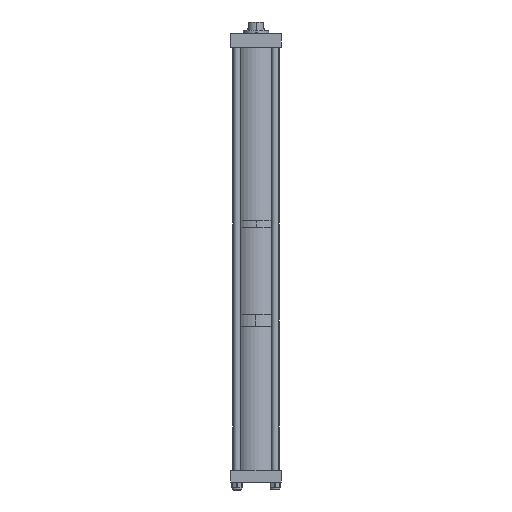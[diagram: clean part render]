
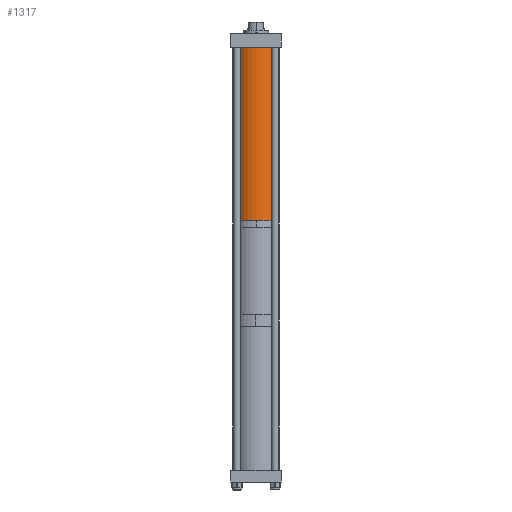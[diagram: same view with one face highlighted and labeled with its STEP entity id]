
A CAD part, left-side view. The second image highlights one B-rep face of the part: STEP entity #1317.
In plain terms, the highlighted cylindrical face has radius 88.9 mm (diameter 177.8 mm), a partial arc.
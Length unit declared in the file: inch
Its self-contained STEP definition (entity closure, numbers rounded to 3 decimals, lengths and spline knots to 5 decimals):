
#326 = DIRECTION ( 'NONE',  ( -1., 0., 0. ) ) ;
#536 = EDGE_CURVE ( 'NONE', #6494, #3209, #2247, .T. ) ;
#733 = VECTOR ( 'NONE', #4329, 39.37008 ) ;
#759 = CARTESIAN_POINT ( 'NONE',  ( 3.5, 0., 0. ) ) ;
#1181 = AXIS2_PLACEMENT_3D ( 'NONE', #8205, #9071, #326 ) ;
#1317 = ADVANCED_FACE ( 'NONE', ( #5596 ), #5112, .T. ) ;
#1465 = EDGE_CURVE ( 'NONE', #1525, #6494, #5587, .T. ) ;
#1525 = VERTEX_POINT ( 'NONE', #6395 ) ;
#1900 = AXIS2_PLACEMENT_3D ( 'NONE', #7776, #2179, #8579 ) ;
#2179 = DIRECTION ( 'NONE',  ( 0., 0., 1. ) ) ;
#2247 = CIRCLE ( 'NONE', #1900, 3.5 ) ;
#2456 = EDGE_CURVE ( 'NONE', #2747, #3209, #7594, .T. ) ;
#2589 = DIRECTION ( 'NONE',  ( 1., 0., 0. ) ) ;
#2747 = VERTEX_POINT ( 'NONE', #8922 ) ;
#2907 = CARTESIAN_POINT ( 'NONE',  ( -3.5, 0., 0. ) ) ;
#3100 = CIRCLE ( 'NONE', #5533, 3.5 ) ;
#3209 = VERTEX_POINT ( 'NONE', #759 ) ;
#3222 = ORIENTED_EDGE ( 'NONE', *, *, #536, .T. ) ;
#4329 = DIRECTION ( 'NONE',  ( 0., 0., -1. ) ) ;
#4589 = DIRECTION ( 'NONE',  ( 0., 0., -1. ) ) ;
#4726 = EDGE_CURVE ( 'NONE', #1525, #2747, #3100, .T. ) ;
#4843 = VECTOR ( 'NONE', #4589, 39.37008 ) ;
#5112 = CYLINDRICAL_SURFACE ( 'NONE', #1181, 3.5 ) ;
#5141 = CARTESIAN_POINT ( 'NONE',  ( -3.5, 0., 25.85 ) ) ;
#5533 = AXIS2_PLACEMENT_3D ( 'NONE', #7392, #9942, #2589 ) ;
#5587 = LINE ( 'NONE', #5141, #733 ) ;
#5596 = FACE_OUTER_BOUND ( 'NONE', #9280, .T. ) ;
#6395 = CARTESIAN_POINT ( 'NONE',  ( -3.5, 0., 25.85 ) ) ;
#6494 = VERTEX_POINT ( 'NONE', #2907 ) ;
#7392 = CARTESIAN_POINT ( 'NONE',  ( 0., 0., 25.85 ) ) ;
#7594 = LINE ( 'NONE', #10294, #4843 ) ;
#7776 = CARTESIAN_POINT ( 'NONE',  ( 0., 0., 0. ) ) ;
#8205 = CARTESIAN_POINT ( 'NONE',  ( 0., 0., 25.85 ) ) ;
#8386 = ORIENTED_EDGE ( 'NONE', *, *, #1465, .T. ) ;
#8579 = DIRECTION ( 'NONE',  ( 1., 0., 0. ) ) ;
#8922 = CARTESIAN_POINT ( 'NONE',  ( 3.5, 0., 25.85 ) ) ;
#9071 = DIRECTION ( 'NONE',  ( 0., 0., -1. ) ) ;
#9280 = EDGE_LOOP ( 'NONE', ( #9879, #9390, #8386, #3222 ) ) ;
#9390 = ORIENTED_EDGE ( 'NONE', *, *, #4726, .F. ) ;
#9879 = ORIENTED_EDGE ( 'NONE', *, *, #2456, .F. ) ;
#9942 = DIRECTION ( 'NONE',  ( 0., 0., 1. ) ) ;
#10294 = CARTESIAN_POINT ( 'NONE',  ( 3.5, 0., 25.85 ) ) ;
